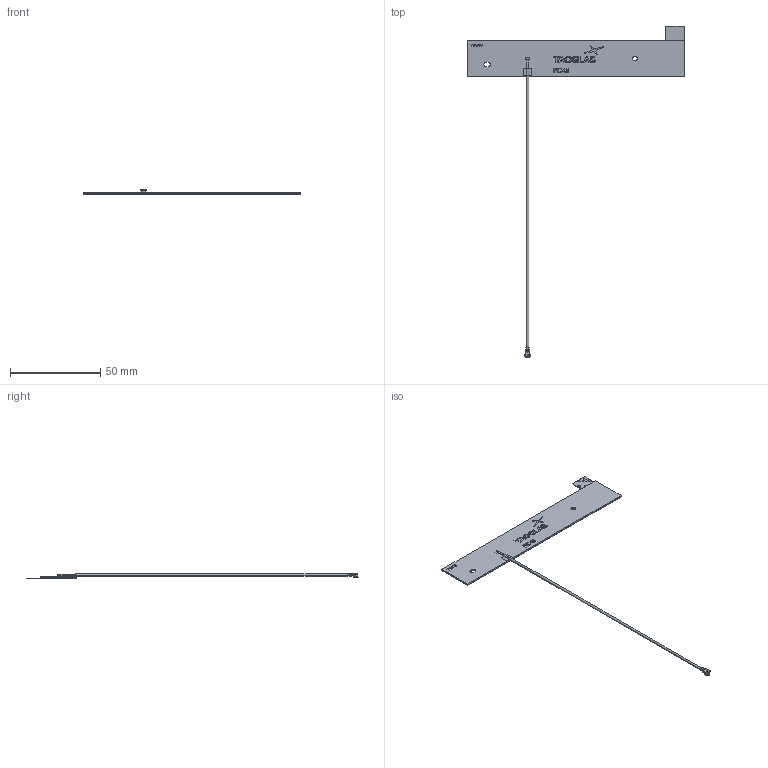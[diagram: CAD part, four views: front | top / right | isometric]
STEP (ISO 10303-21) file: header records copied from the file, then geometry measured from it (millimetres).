
FILE_DESCRIPTION (( 'STEP AP214' ), '1' );
FILE_NAME ('EDW.003602-PC45.07.0150AQ-Wideband_Cellular_120x20mm_PCB_Antenna-(D03).STEP', '2024-08-20T20:12:13', ( '' ), ( '' ), 'SwSTEP 2.0', 'SolidWorks 2022', '' );
FILE_SCHEMA (( 'AUTOMOTIVE_DESIGN' ));
Length unit declared in the file: millimetre
Products named in the file (1): EDW.003602-PC45.07.0150AQ-Wideband_Cellular_120x20mm_PCB_Antenna-(D03)
Bounding box: 120 x 183.45 x 2.64 mm (x, y, z)
Surface area: 12961.4 mm2 (no closed solid volume)
Topology: 0 solids, 76 shells, 400 faces, 5324 edges, 4891 vertices
Faces by surface type: plane 280, cylinder 51, bspline 48, cone 15, torus 5, sphere 1
Entity records: 69201 total; most frequent: CARTESIAN_POINT 33439, ORIENTED_EDGE 5876, EDGE_CURVE 5323, VERTEX_POINT 4891, DIRECTION 4279, VECTOR 3195, LINE 3195, B_SPLINE_CURVE_WITH_KNOTS 1934
